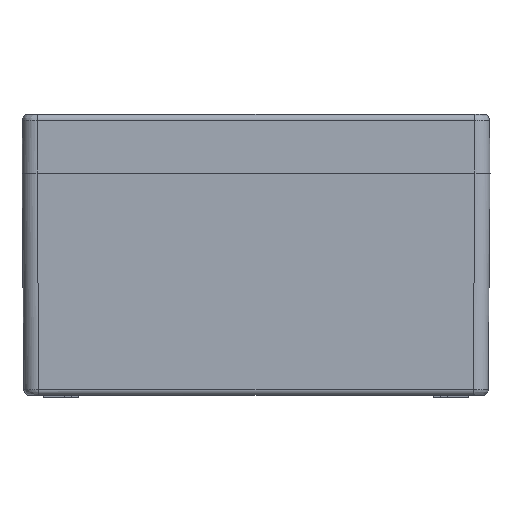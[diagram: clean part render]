
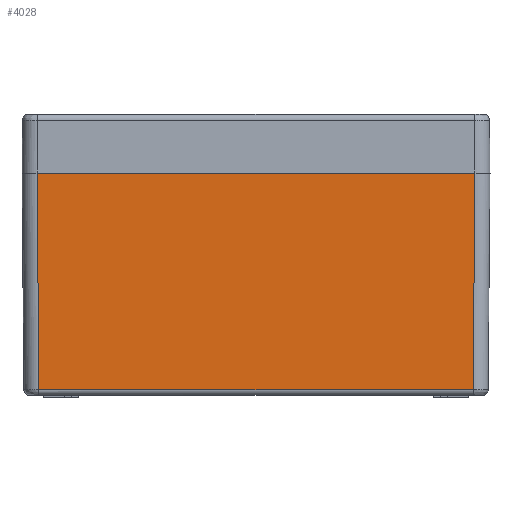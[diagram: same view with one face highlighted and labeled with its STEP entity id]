
A CAD part, front view. The second image highlights one B-rep face of the part: STEP entity #4028.
In plain terms, the highlighted planar face has unit normal (0, -1, -0.009).
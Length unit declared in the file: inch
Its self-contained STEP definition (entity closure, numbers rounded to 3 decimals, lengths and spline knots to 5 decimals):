
#99 = VERTEX_POINT ( 'NONE', #12058 ) ;
#133 = LINE ( 'NONE', #212, #1522 ) ;
#212 = CARTESIAN_POINT ( 'NONE',  ( 3.68359, -4.92098, -0.03214 ) ) ;
#283 = DIRECTION ( 'NONE',  ( 0., 0.009, -1. ) ) ;
#774 = LINE ( 'NONE', #16536, #13905 ) ;
#881 = ORIENTED_EDGE ( 'NONE', *, *, #5159, .T. ) ;
#1015 = CARTESIAN_POINT ( 'NONE',  ( 3.65208, -4.88947, -3.64259 ) ) ;
#1522 = VECTOR ( 'NONE', #10557, 39.37008 ) ;
#1841 = VERTEX_POINT ( 'NONE', #5866 ) ;
#2838 = FACE_OUTER_BOUND ( 'NONE', #12959, .T. ) ;
#4028 = ADVANCED_FACE ( 'NONE', ( #2838 ), #14684, .T. ) ;
#5159 = EDGE_CURVE ( 'NONE', #16549, #1841, #9267, .T. ) ;
#5665 = ORIENTED_EDGE ( 'NONE', *, *, #13196, .F. ) ;
#5800 = DIRECTION ( 'NONE',  ( 0., -1., -0.009 ) ) ;
#5866 = CARTESIAN_POINT ( 'NONE',  ( -3.68387, -4.92126, 0. ) ) ;
#5899 = DIRECTION ( 'NONE',  ( 0.009, 0.009, -1. ) ) ;
#6181 = ORIENTED_EDGE ( 'NONE', *, *, #9193, .T. ) ;
#6972 = CARTESIAN_POINT ( 'NONE',  ( 3.68387, -4.92126, 0. ) ) ;
#8712 = VECTOR ( 'NONE', #5899, 39.37008 ) ;
#9193 = EDGE_CURVE ( 'NONE', #1841, #99, #9537, .T. ) ;
#9267 = LINE ( 'NONE', #12207, #13889 ) ;
#9537 = LINE ( 'NONE', #15970, #8712 ) ;
#10557 = DIRECTION ( 'NONE',  ( -0.009, 0.009, -1. ) ) ;
#11966 = EDGE_CURVE ( 'NONE', #15161, #99, #774, .T. ) ;
#12058 = CARTESIAN_POINT ( 'NONE',  ( -3.65208, -4.88947, -3.64259 ) ) ;
#12207 = CARTESIAN_POINT ( 'NONE',  ( -3.93701, -4.92126, 0. ) ) ;
#12386 = DIRECTION ( 'NONE',  ( -1., 0., 0. ) ) ;
#12959 = EDGE_LOOP ( 'NONE', ( #6181, #13226, #5665, #881 ) ) ;
#13196 = EDGE_CURVE ( 'NONE', #16549, #15161, #133, .T. ) ;
#13226 = ORIENTED_EDGE ( 'NONE', *, *, #11966, .F. ) ;
#13394 = DIRECTION ( 'NONE',  ( -1., 0., 0. ) ) ;
#13496 = CARTESIAN_POINT ( 'NONE',  ( -3.93701, -4.92126, 0. ) ) ;
#13889 = VECTOR ( 'NONE', #13394, 39.37008 ) ;
#13905 = VECTOR ( 'NONE', #12386, 39.37008 ) ;
#14680 = AXIS2_PLACEMENT_3D ( 'NONE', #13496, #5800, #283 ) ;
#14684 = PLANE ( 'NONE',  #14680 ) ;
#15161 = VERTEX_POINT ( 'NONE', #1015 ) ;
#15970 = CARTESIAN_POINT ( 'NONE',  ( -3.68387, -4.92126, 0. ) ) ;
#16536 = CARTESIAN_POINT ( 'NONE',  ( -1.9685, -4.88947, -3.64259 ) ) ;
#16549 = VERTEX_POINT ( 'NONE', #6972 ) ;
